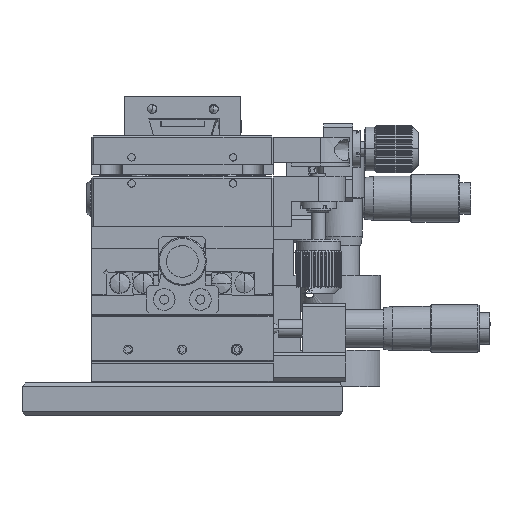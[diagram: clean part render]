
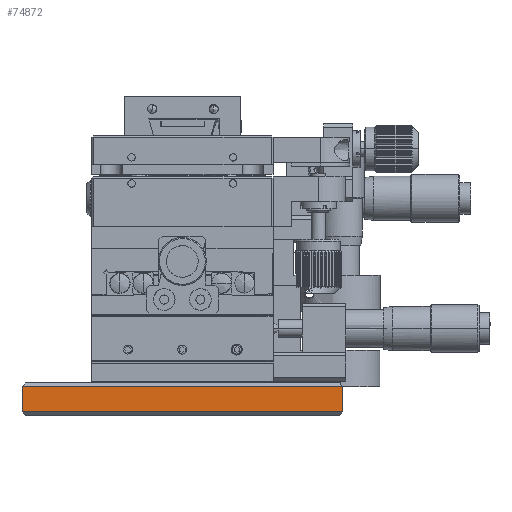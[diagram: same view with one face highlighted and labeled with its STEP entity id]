
A CAD part, front view. The second image highlights one B-rep face of the part: STEP entity #74872.
In plain terms, the highlighted free-form (B-spline) face has degree [1, 1] with [2, 2] control points.
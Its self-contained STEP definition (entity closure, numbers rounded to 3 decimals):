
#765 = EDGE_CURVE ( 'NONE', #12146, #24590, #53792, .T. ) ;
#4435 = EDGE_CURVE ( 'NONE', #58551, #5473, #47648, .T. ) ;
#4690 = B_SPLINE_CURVE_WITH_KNOTS ( 'NONE', 1,
 ( #75642, #28623 ),
 .UNSPECIFIED., .F., .F.,
 ( 2, 2 ),
 ( 0., 1. ),
 .UNSPECIFIED. ) ;
#5473 = VERTEX_POINT ( 'NONE', #70377 ) ;
#6859 = CARTESIAN_POINT ( 'NONE',  ( -32.121, -29.035, -33.777 ) ) ;
#9053 = CARTESIAN_POINT ( 'NONE',  ( -32.121, -29.035, -40.777 ) ) ;
#12146 = VERTEX_POINT ( 'NONE', #38932 ) ;
#12295 = CARTESIAN_POINT ( 'NONE',  ( -32.121, -29.035, -40.777 ) ) ;
#14854 = CARTESIAN_POINT ( 'NONE',  ( 56.279, -29.035, -40.777 ) ) ;
#15633 = CARTESIAN_POINT ( 'NONE',  ( 56.279, -29.035, -40.777 ) ) ;
#16758 = CARTESIAN_POINT ( 'NONE',  ( -32.121, -29.035, -40.777 ) ) ;
#19088 = EDGE_LOOP ( 'NONE', ( #34187, #59041, #19682, #59800 ) ) ;
#19682 = ORIENTED_EDGE ( 'NONE', *, *, #64684, .T. ) ;
#24590 = VERTEX_POINT ( 'NONE', #74682 ) ;
#28623 = CARTESIAN_POINT ( 'NONE',  ( 56.279, -29.035, -33.777 ) ) ;
#34187 = ORIENTED_EDGE ( 'NONE', *, *, #42420, .F. ) ;
#38932 = CARTESIAN_POINT ( 'NONE',  ( -32.121, -29.035, -40.777 ) ) ;
#42420 = EDGE_CURVE ( 'NONE', #12146, #58551, #47872, .T. ) ;
#42782 = CARTESIAN_POINT ( 'NONE',  ( 56.279, -29.035, -40.777 ) ) ;
#46792 = CARTESIAN_POINT ( 'NONE',  ( 56.279, -29.035, -33.777 ) ) ;
#47648 = B_SPLINE_CURVE_WITH_KNOTS ( 'NONE', 1,
 ( #42782, #46792 ),
 .UNSPECIFIED., .F., .F.,
 ( 2, 2 ),
 ( -1., 0. ),
 .UNSPECIFIED. ) ;
#47872 = B_SPLINE_CURVE_WITH_KNOTS ( 'NONE', 1,
 ( #9053, #15633 ),
 .UNSPECIFIED., .F., .F.,
 ( 2, 2 ),
 ( 0., 1. ),
 .UNSPECIFIED. ) ;
#53792 = B_SPLINE_CURVE_WITH_KNOTS ( 'NONE', 1,
 ( #12295, #6859 ),
 .UNSPECIFIED., .F., .F.,
 ( 2, 2 ),
 ( -1., 0. ),
 .UNSPECIFIED. ) ;
#57586 = B_SPLINE_SURFACE_WITH_KNOTS ( 'NONE', 1, 1, ( 
 ( #69917, #16758 ),
 ( #65222, #70679 ) ),
 .UNSPECIFIED., .F., .F., .F.,
 ( 2, 2 ),
 ( 2, 2 ),
 ( 0., 1. ),
 ( 0., 1. ),
 .UNSPECIFIED. ) ;
#58224 = FACE_OUTER_BOUND ( 'NONE', #19088, .T. ) ;
#58551 = VERTEX_POINT ( 'NONE', #14854 ) ;
#59041 = ORIENTED_EDGE ( 'NONE', *, *, #765, .T. ) ;
#59800 = ORIENTED_EDGE ( 'NONE', *, *, #4435, .F. ) ;
#64684 = EDGE_CURVE ( 'NONE', #24590, #5473, #4690, .T. ) ;
#65222 = CARTESIAN_POINT ( 'NONE',  ( 56.279, -29.035, -33.777 ) ) ;
#69917 = CARTESIAN_POINT ( 'NONE',  ( -32.121, -29.035, -33.777 ) ) ;
#70377 = CARTESIAN_POINT ( 'NONE',  ( 56.279, -29.035, -33.777 ) ) ;
#70679 = CARTESIAN_POINT ( 'NONE',  ( 56.279, -29.035, -40.777 ) ) ;
#74682 = CARTESIAN_POINT ( 'NONE',  ( -32.121, -29.035, -33.777 ) ) ;
#74872 = ADVANCED_FACE ( 'NONE', ( #58224 ), #57586, .T. ) ;
#75642 = CARTESIAN_POINT ( 'NONE',  ( -32.121, -29.035, -33.777 ) ) ;
